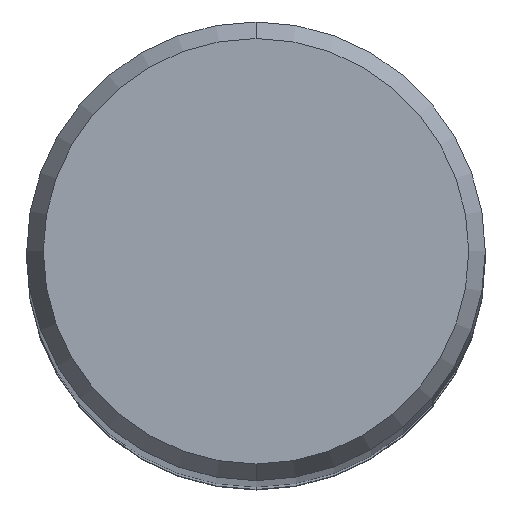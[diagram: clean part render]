
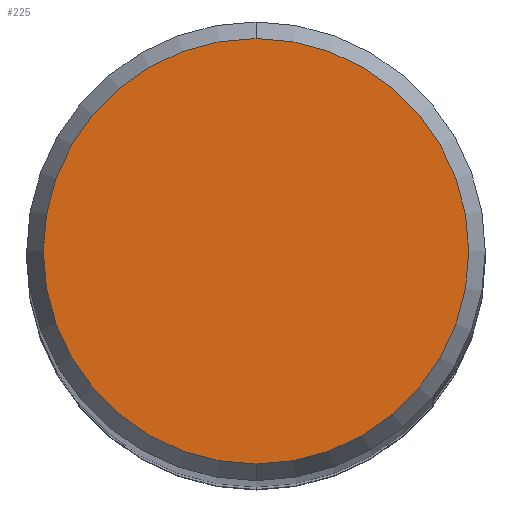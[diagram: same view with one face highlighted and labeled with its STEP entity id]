
A CAD part, top view. The second image highlights one B-rep face of the part: STEP entity #225.
In plain terms, the highlighted planar face has unit normal (0, 0, 1).
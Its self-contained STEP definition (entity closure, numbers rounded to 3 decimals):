
#225=ADVANCED_FACE('',(#600),#601,.T.);
#275=EDGE_CURVE('',#313,#459,#661,.T.);
#313=VERTEX_POINT('',#704);
#447=EDGE_CURVE('',#459,#313,#848,.T.);
#459=VERTEX_POINT('',#864);
#600=FACE_OUTER_BOUND('',#1054,.T.);
#601=PLANE('',#1055);
#661=CIRCLE('',#1140,2.946);
#704=CARTESIAN_POINT('',(0.,-2.946,0.0));
#848=CIRCLE('',#1497,2.946);
#864=CARTESIAN_POINT('',(0.0,2.946,0.0));
#1054=EDGE_LOOP('',(#1729,#1730));
#1055=AXIS2_PLACEMENT_3D('',#1731,#1732,#1733);
#1140=AXIS2_PLACEMENT_3D('',#1837,#1838,#1839);
#1497=AXIS2_PLACEMENT_3D('',#2031,#2032,#2033);
#1729=ORIENTED_EDGE('',*,*,#447,.F.);
#1730=ORIENTED_EDGE('',*,*,#275,.F.);
#1731=CARTESIAN_POINT('',(0.0,1.473,0.0));
#1732=DIRECTION('',(-0.0,0.0,1.0));
#1733=DIRECTION('',(0.0,-1.0,0.0));
#1837=CARTESIAN_POINT('',(0.0,0.0,0.0));
#1838=DIRECTION('',(0.0,0.0,-1.0));
#1839=DIRECTION('',(0.0,1.0,0.0));
#2031=CARTESIAN_POINT('',(0.0,0.0,0.0));
#2032=DIRECTION('',(0.0,0.0,-1.0));
#2033=DIRECTION('',(0.0,1.0,0.0));
